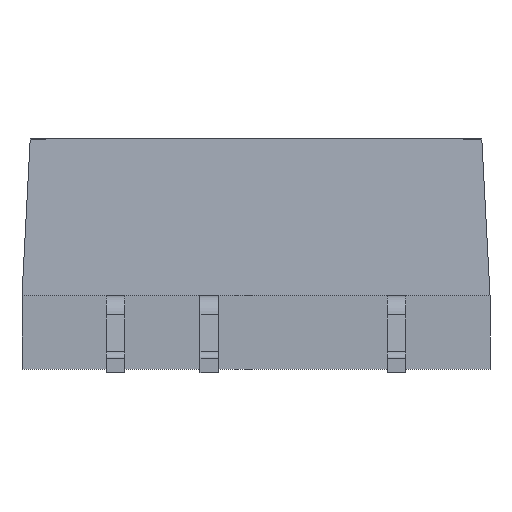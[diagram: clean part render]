
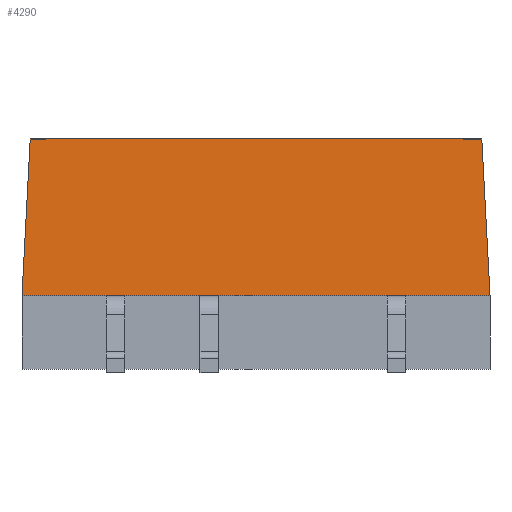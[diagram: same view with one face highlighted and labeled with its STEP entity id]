
A CAD part, front view. The second image highlights one B-rep face of the part: STEP entity #4290.
In plain terms, the highlighted planar face has unit normal (0, -0.999, 0.052).
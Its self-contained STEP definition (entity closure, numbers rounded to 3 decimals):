
#128=LINE('',#7888,#362);
#129=LINE('',#7891,#363);
#130=LINE('',#7893,#364);
#131=LINE('',#7895,#365);
#362=VECTOR('',#4851,1000.);
#363=VECTOR('',#4852,1000.);
#364=VECTOR('',#4853,1000.);
#365=VECTOR('',#4854,1000.);
#1006=ORIENTED_EDGE('',*,*,#1705,.T.);
#1007=ORIENTED_EDGE('',*,*,#1706,.T.);
#1008=ORIENTED_EDGE('',*,*,#1707,.T.);
#1009=ORIENTED_EDGE('',*,*,#1708,.F.);
#1705=EDGE_CURVE('',#2059,#2060,#128,.T.);
#1706=EDGE_CURVE('',#2060,#2061,#129,.T.);
#1707=EDGE_CURVE('',#2061,#2062,#130,.T.);
#1708=EDGE_CURVE('',#2059,#2062,#131,.T.);
#2059=VERTEX_POINT('',#7889);
#2060=VERTEX_POINT('',#7890);
#2061=VERTEX_POINT('',#7892);
#2062=VERTEX_POINT('',#7894);
#2453=EDGE_LOOP('',(#1006,#1007,#1008,#1009));
#2679=FACE_BOUND('',#2453,.T.);
#2859=PLANE('',#4451);
#4290=ADVANCED_FACE('',(#2679),#2859,.T.);
#4451=AXIS2_PLACEMENT_3D('',#7887,#4849,#4850);
#4849=DIRECTION('',(0.,-0.999,0.052));
#4850=DIRECTION('',(0.,-0.052,-0.999));
#4851=DIRECTION('',(-0.052,0.052,0.997));
#4852=DIRECTION('',(-1.,0.,0.));
#4853=DIRECTION('',(-0.052,-0.052,-0.997));
#4854=DIRECTION('',(-1.,0.,0.));
#7887=CARTESIAN_POINT('',(6.35,-3.8,2.1));
#7888=CARTESIAN_POINT('',(6.35,-3.8,2.1));
#7889=CARTESIAN_POINT('',(6.35,-3.8,2.1));
#7890=CARTESIAN_POINT('',(6.127,-3.577,6.35));
#7891=CARTESIAN_POINT('',(6.35,-3.577,6.35));
#7892=CARTESIAN_POINT('',(-6.127,-3.577,6.35));
#7893=CARTESIAN_POINT('',(-6.35,-3.8,2.1));
#7894=CARTESIAN_POINT('',(-6.35,-3.8,2.1));
#7895=CARTESIAN_POINT('',(6.35,-3.8,2.1));
